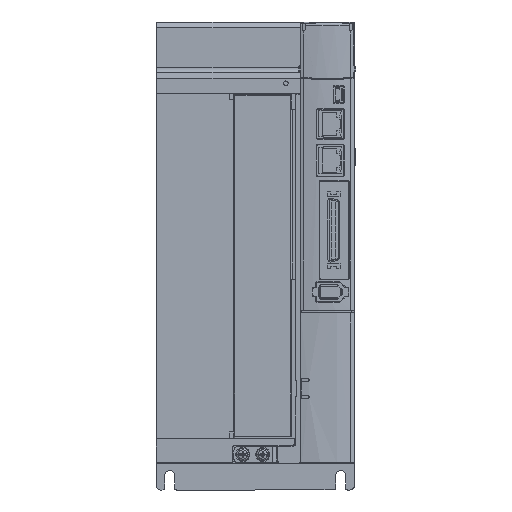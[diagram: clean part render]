
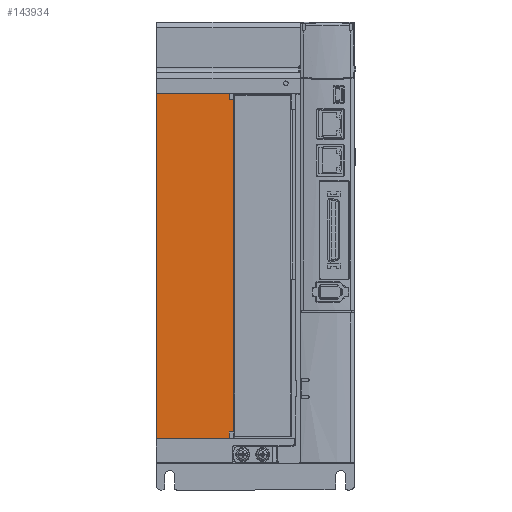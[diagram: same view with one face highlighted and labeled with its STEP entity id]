
A CAD part, front view. The second image highlights one B-rep face of the part: STEP entity #143934.
In plain terms, the highlighted face is planar.
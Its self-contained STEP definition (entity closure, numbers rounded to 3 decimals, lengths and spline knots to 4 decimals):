
#964 = CARTESIAN_POINT ( 'NONE',  ( -2.0809, 4.502, -0.6299 ) ) ;
#8132 = VECTOR ( 'NONE', #42153, 39.3701 ) ;
#9877 = CARTESIAN_POINT ( 'NONE',  ( -2.0145, 3.8414, -0.6299 ) ) ;
#12262 = CARTESIAN_POINT ( 'NONE',  ( -2.1142, -2.7635, -0.6299 ) ) ;
#13507 = CARTESIAN_POINT ( 'NONE',  ( -2.1613, 3.8414, -0.6299 ) ) ;
#13882 = VERTEX_POINT ( 'NONE', #16474 ) ;
#16474 = CARTESIAN_POINT ( 'NONE',  ( -2.1142, 4.6358, -0.6299 ) ) ;
#17454 = VECTOR ( 'NONE', #72508, 39.3701 ) ;
#19084 = ORIENTED_EDGE ( 'NONE', *, *, #86544, .F. ) ;
#19286 = ORIENTED_EDGE ( 'NONE', *, *, #29872, .T. ) ;
#20880 = ORIENTED_EDGE ( 'NONE', *, *, #32651, .T. ) ;
#21460 = CARTESIAN_POINT ( 'NONE',  ( -3.7008, 4.6358, -0.6299 ) ) ;
#21635 = EDGE_CURVE ( 'NONE', #13882, #126333, #130996, .T. ) ;
#22249 = CARTESIAN_POINT ( 'NONE',  ( -2.1142, 4.502, -0.6299 ) ) ;
#22363 = PLANE ( 'NONE',  #127111 ) ;
#22679 = CARTESIAN_POINT ( 'NONE',  ( -3.7008, -2.8996, -0.6299 ) ) ;
#22827 = CARTESIAN_POINT ( 'NONE',  ( -2.1142, -2.9241, -0.6299 ) ) ;
#25239 = FACE_OUTER_BOUND ( 'NONE', #144396, .T. ) ;
#29872 = EDGE_CURVE ( 'NONE', #41569, #50401, #65942, .T. ) ;
#32637 = VECTOR ( 'NONE', #46802, 39.3701 ) ;
#32651 = EDGE_CURVE ( 'NONE', #98582, #126333, #50272, .T. ) ;
#33975 = CARTESIAN_POINT ( 'NONE',  ( -2.0145, 4.502, -0.6299 ) ) ;
#37270 = CARTESIAN_POINT ( 'NONE',  ( -2.1142, 4.502, -0.6299 ) ) ;
#38104 = CARTESIAN_POINT ( 'NONE',  ( -2.0145, 4.502, -0.6299 ) ) ;
#40981 = CARTESIAN_POINT ( 'NONE',  ( -2.0157, 4.6358, -0.6299 ) ) ;
#41569 = VERTEX_POINT ( 'NONE', #22679 ) ;
#41935 = EDGE_CURVE ( 'NONE', #98582, #133048, #110393, .T. ) ;
#42153 = DIRECTION ( 'NONE',  ( 0., -1., 0. ) ) ;
#43470 = CARTESIAN_POINT ( 'NONE',  ( -3.7008, -2.8996, -0.6299 ) ) ;
#44079 = CARTESIAN_POINT ( 'NONE',  ( -2.1142, -2.7635, -0.6299 ) ) ;
#46802 = DIRECTION ( 'NONE',  ( 1., 0., 0. ) ) ;
#50272 = B_SPLINE_CURVE_WITH_KNOTS ( 'NONE', 3,
 ( #33975, #90471, #964, #22249 ),
 .UNSPECIFIED., .F., .F.,
 ( 4, 4 ),
 ( 0.4936, 1. ),
 .UNSPECIFIED. ) ;
#50401 = VERTEX_POINT ( 'NONE', #116412 ) ;
#55827 = LINE ( 'NONE', #22827, #111791 ) ;
#59838 = ORIENTED_EDGE ( 'NONE', *, *, #94466, .F. ) ;
#63704 = LINE ( 'NONE', #40981, #131907 ) ;
#65942 = LINE ( 'NONE', #90858, #32637 ) ;
#66245 = CARTESIAN_POINT ( 'NONE',  ( -3.7008, 4.6358, -0.6299 ) ) ;
#66887 = ORIENTED_EDGE ( 'NONE', *, *, #41935, .F. ) ;
#70009 = DIRECTION ( 'NONE',  ( 0., 0., 1. ) ) ;
#72508 = DIRECTION ( 'NONE',  ( 0., -1., 0. ) ) ;
#77813 = CARTESIAN_POINT ( 'NONE',  ( -2.0809, -2.7635, -0.6299 ) ) ;
#78139 = B_SPLINE_CURVE_WITH_KNOTS ( 'NONE', 3,
 ( #21460, #78642, #123434, #43470 ),
 .UNSPECIFIED., .F., .F.,
 ( 4, 4 ),
 ( 0., 1. ),
 .UNSPECIFIED. ) ;
#78642 = CARTESIAN_POINT ( 'NONE',  ( -3.7008, 2.124, -0.6299 ) ) ;
#79542 = DIRECTION ( 'NONE',  ( 0., -1., 0. ) ) ;
#82669 = EDGE_CURVE ( 'NONE', #87620, #13882, #63704, .T. ) ;
#86478 = DIRECTION ( 'NONE',  ( 1., 0., 0. ) ) ;
#86544 = EDGE_CURVE ( 'NONE', #133048, #138025, #92177, .T. ) ;
#87620 = VERTEX_POINT ( 'NONE', #66245 ) ;
#90347 = ORIENTED_EDGE ( 'NONE', *, *, #82669, .F. ) ;
#90471 = CARTESIAN_POINT ( 'NONE',  ( -2.0477, 4.502, -0.6299 ) ) ;
#90858 = CARTESIAN_POINT ( 'NONE',  ( -2.1613, -2.8996, -0.6299 ) ) ;
#92177 = B_SPLINE_CURVE_WITH_KNOTS ( 'NONE', 3,
 ( #109411, #134352, #77813, #44079 ),
 .UNSPECIFIED., .F., .F.,
 ( 4, 4 ),
 ( 0.4936, 1. ),
 .UNSPECIFIED. ) ;
#94466 = EDGE_CURVE ( 'NONE', #138025, #50401, #55827, .T. ) ;
#96222 = ORIENTED_EDGE ( 'NONE', *, *, #129741, .T. ) ;
#98582 = VERTEX_POINT ( 'NONE', #38104 ) ;
#108981 = CARTESIAN_POINT ( 'NONE',  ( -2.0145, -2.7635, -0.6299 ) ) ;
#109411 = CARTESIAN_POINT ( 'NONE',  ( -2.0145, -2.7635, -0.6299 ) ) ;
#110393 = LINE ( 'NONE', #9877, #17454 ) ;
#111791 = VECTOR ( 'NONE', #112335, 39.3701 ) ;
#112335 = DIRECTION ( 'NONE',  ( 0., -1., 0. ) ) ;
#116412 = CARTESIAN_POINT ( 'NONE',  ( -2.1142, -2.8996, -0.6299 ) ) ;
#123434 = CARTESIAN_POINT ( 'NONE',  ( -3.7008, -0.3878, -0.6299 ) ) ;
#126333 = VERTEX_POINT ( 'NONE', #37270 ) ;
#127111 = AXIS2_PLACEMENT_3D ( 'NONE', #13507, #70009, #79542 ) ;
#129741 = EDGE_CURVE ( 'NONE', #87620, #41569, #78139, .T. ) ;
#130996 = LINE ( 'NONE', #141287, #8132 ) ;
#131667 = ORIENTED_EDGE ( 'NONE', *, *, #21635, .F. ) ;
#131907 = VECTOR ( 'NONE', #86478, 39.3701 ) ;
#133048 = VERTEX_POINT ( 'NONE', #108981 ) ;
#134352 = CARTESIAN_POINT ( 'NONE',  ( -2.0477, -2.7635, -0.6299 ) ) ;
#138025 = VERTEX_POINT ( 'NONE', #12262 ) ;
#141287 = CARTESIAN_POINT ( 'NONE',  ( -2.1142, 4.4646, -0.6299 ) ) ;
#143934 = ADVANCED_FACE ( 'NONE', ( #25239 ), #22363, .T. ) ;
#144396 = EDGE_LOOP ( 'NONE', ( #20880, #131667, #90347, #96222, #19286, #59838, #19084, #66887 ) ) ;
